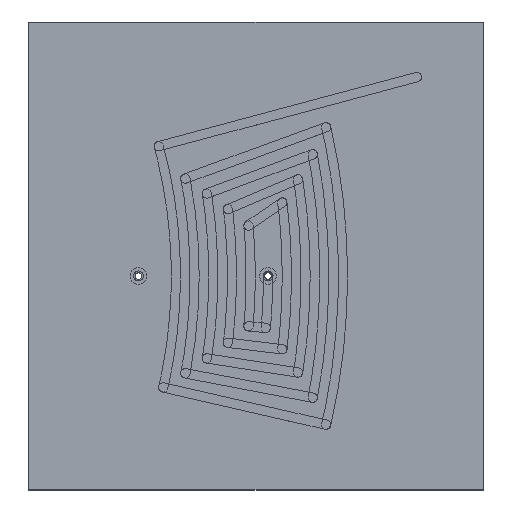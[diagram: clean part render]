
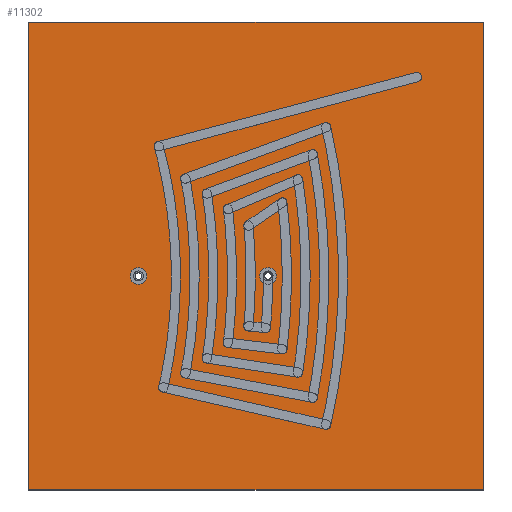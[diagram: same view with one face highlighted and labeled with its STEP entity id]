
A CAD part, top view. The second image highlights one B-rep face of the part: STEP entity #11302.
In plain terms, the highlighted planar face has unit normal (0, 0, 1).
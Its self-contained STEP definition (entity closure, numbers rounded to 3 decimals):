
#11168 = VERTEX_POINT('',#11169);
#11169 = CARTESIAN_POINT('',(133.,-101.,1.6));
#11175 = EDGE_CURVE('',#11168,#11176,#11178,.T.);
#11176 = VERTEX_POINT('',#11177);
#11177 = CARTESIAN_POINT('',(126.2,-101.,1.6));
#11178 = LINE('',#11179,#11180);
#11179 = CARTESIAN_POINT('',(133.,-101.,1.6));
#11180 = VECTOR('',#11181,1.);
#11181 = DIRECTION('',(-1.,0.,0.));
#11208 = VERTEX_POINT('',#11209);
#11209 = CARTESIAN_POINT('',(133.,-94.,1.6));
#11215 = EDGE_CURVE('',#11208,#11168,#11216,.T.);
#11216 = LINE('',#11217,#11218);
#11217 = CARTESIAN_POINT('',(133.,-94.,1.6));
#11218 = VECTOR('',#11219,1.);
#11219 = DIRECTION('',(0.,-1.,0.));
#11237 = EDGE_CURVE('',#11176,#11238,#11240,.T.);
#11238 = VERTEX_POINT('',#11239);
#11239 = CARTESIAN_POINT('',(126.2,-94.,1.6));
#11240 = LINE('',#11241,#11242);
#11241 = CARTESIAN_POINT('',(126.2,-101.,1.6));
#11242 = VECTOR('',#11243,1.);
#11243 = DIRECTION('',(0.,1.,0.));
#11302 = ADVANCED_FACE('',(#11303,#11314,#11325),#11336,.T.);
#11303 = FACE_BOUND('',#11304,.T.);
#11304 = EDGE_LOOP('',(#11305,#11306,#11307,#11313));
#11305 = ORIENTED_EDGE('',*,*,#11175,.F.);
#11306 = ORIENTED_EDGE('',*,*,#11215,.F.);
#11307 = ORIENTED_EDGE('',*,*,#11308,.F.);
#11308 = EDGE_CURVE('',#11238,#11208,#11309,.T.);
#11309 = LINE('',#11310,#11311);
#11310 = CARTESIAN_POINT('',(126.2,-94.,1.6));
#11311 = VECTOR('',#11312,1.);
#11312 = DIRECTION('',(1.,0.,0.));
#11313 = ORIENTED_EDGE('',*,*,#11237,.F.);
#11314 = FACE_BOUND('',#11315,.T.);
#11315 = EDGE_LOOP('',(#11316));
#11316 = ORIENTED_EDGE('',*,*,#11317,.T.);
#11317 = EDGE_CURVE('',#11318,#11318,#11320,.T.);
#11318 = VERTEX_POINT('',#11319);
#11319 = CARTESIAN_POINT('',(127.84,-97.875,1.6));
#11320 = CIRCLE('',#11321,0.075);
#11321 = AXIS2_PLACEMENT_3D('',#11322,#11323,#11324);
#11322 = CARTESIAN_POINT('',(127.84,-97.8,1.6));
#11323 = DIRECTION('',(-0.,0.,-1.));
#11324 = DIRECTION('',(-0.,-1.,0.));
#11325 = FACE_BOUND('',#11326,.T.);
#11326 = EDGE_LOOP('',(#11327));
#11327 = ORIENTED_EDGE('',*,*,#11328,.T.);
#11328 = EDGE_CURVE('',#11329,#11329,#11331,.T.);
#11329 = VERTEX_POINT('',#11330);
#11330 = CARTESIAN_POINT('',(129.78,-97.875,1.6));
#11331 = CIRCLE('',#11332,0.075);
#11332 = AXIS2_PLACEMENT_3D('',#11333,#11334,#11335);
#11333 = CARTESIAN_POINT('',(129.78,-97.8,1.6));
#11334 = DIRECTION('',(-0.,0.,-1.));
#11335 = DIRECTION('',(-0.,-1.,0.));
#11336 = PLANE('',#11337);
#11337 = AXIS2_PLACEMENT_3D('',#11338,#11339,#11340);
#11338 = CARTESIAN_POINT('',(0.,0.,1.6));
#11339 = DIRECTION('',(0.,0.,1.));
#11340 = DIRECTION('',(1.,0.,-0.));
